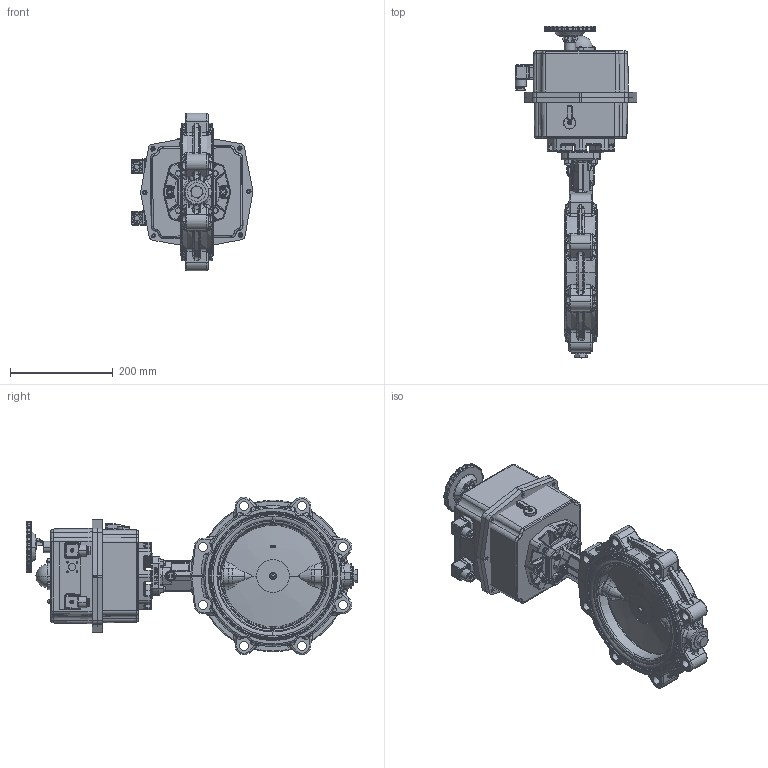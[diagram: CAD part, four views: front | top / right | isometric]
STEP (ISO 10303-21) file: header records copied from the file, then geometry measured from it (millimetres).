
FILE_DESCRIPTION (( 'STEP AP203' ), '1' );
FILE_NAME ('AKE02_DN200.STEP', '2022-10-26T06:42:11', ( '' ), ( '' ), 'SwSTEP 2.0', 'SolidWorks 2021', '' );
FILE_SCHEMA (( 'CONFIG_CONTROL_DESIGN' ));
Products named in the file (1): AKE02_DN200
Bounding box: 236.88 x 646 x 306.54 mm (x, y, z)
Surface area: 568731.7 mm2 (no closed solid volume)
Topology: 0 solids, 116 shells, 2504 faces, 7747 edges, 5134 vertices
Faces by surface type: cylinder 945, plane 517, torus 491, bspline 354, cone 145, sphere 52
Entity records: 115800 total; most frequent: CARTESIAN_POINT 50373, DIRECTION 13889, ORIENTED_EDGE 12764, EDGE_CURVE 7641, AXIS2_PLACEMENT_3D 5586, VERTEX_POINT 5123, CIRCLE 3435, LINE 2717
